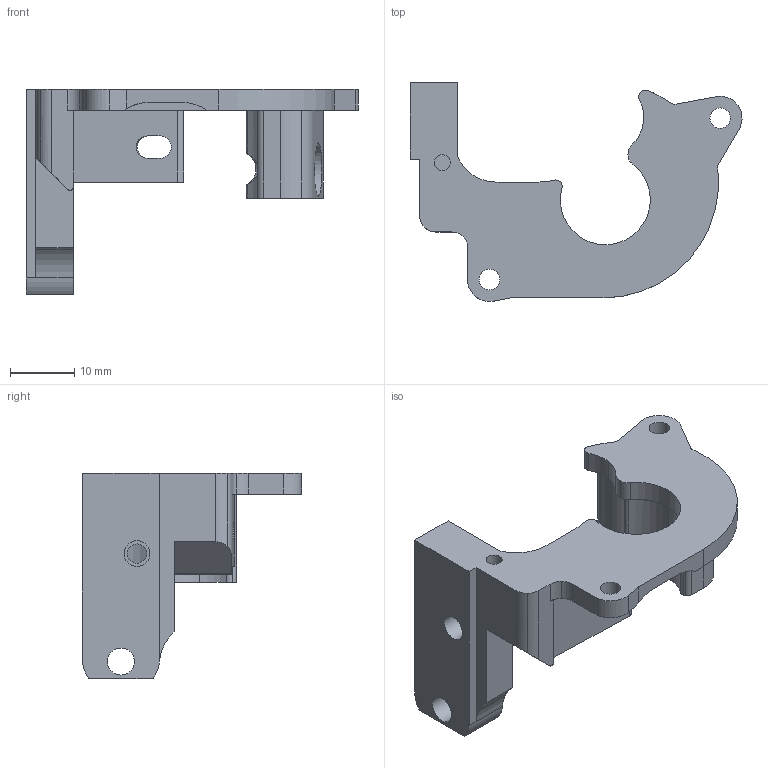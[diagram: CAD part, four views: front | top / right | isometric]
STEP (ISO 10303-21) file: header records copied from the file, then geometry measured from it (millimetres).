
FILE_DESCRIPTION(('HOOPS Exchange Step'),'2;1');
FILE_NAME('temp_export','2024-12-21T17:11:05+08:00',('27699'),('Shapr3D Limited'),'HOOPS Exchange 2024.6','Shapr3D','Authorized');
FILE_SCHEMA( ('AP242_MANAGED_MODEL_BASED_3D_ENGINEERING_MIM_LF {1 0 10303 442 1 1 4 }') );
Length unit declared in the file: millimetre
Products named in the file (1): Orbiter2.0挤出机 Positron专用打印件（1）
Bounding box: 51.73 x 34.14 x 31.98 mm (x, y, z)
Volume: 8916.8 mm3; surface area: 5653.5 mm2
Topology: 1 solids, 1 shells, 116 faces, 338 edges, 229 vertices
Faces by surface type: cylinder 74, plane 41, cone 1
Full cylindrical faces by diameter (mm): 2 x1, 2.3 x3, 2.5 x1, 3 x1, 3.2 x2, 4 x1, 4.2 x1, 8.3 x1, 8.5 x1
Entity records: 4314 total; most frequent: CARTESIAN_POINT 1082, DIRECTION 693, ORIENTED_EDGE 678, EDGE_CURVE 339, AXIS2_PLACEMENT_3D 262, VERTEX_POINT 230, VECTOR 169, LINE 169
